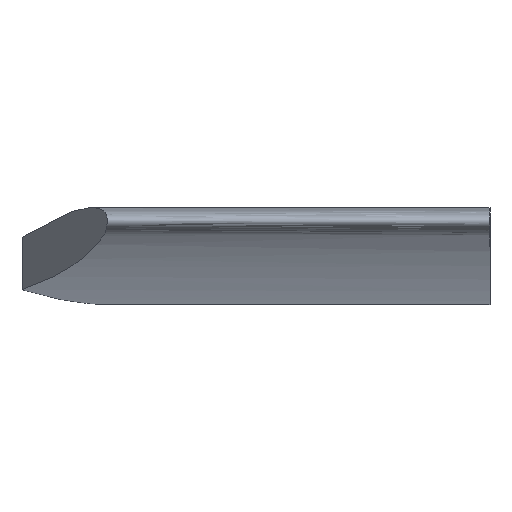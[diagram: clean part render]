
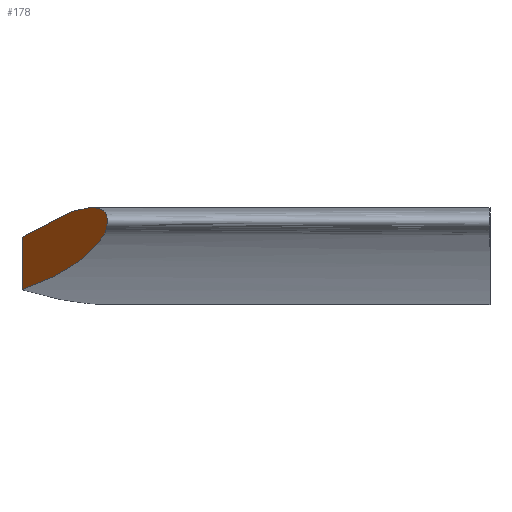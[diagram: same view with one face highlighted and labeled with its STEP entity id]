
A CAD part, left-side view. The second image highlights one B-rep face of the part: STEP entity #178.
In plain terms, the highlighted face is planar.
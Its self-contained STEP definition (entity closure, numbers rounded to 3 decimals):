
#43=FACE_OUTER_BOUND('',#55,.T.);
#55=EDGE_LOOP('',(#134,#135));
#72=B_SPLINE_CURVE_WITH_KNOTS('',3,(#330,#331,#332,#333,#334,#335,#336,
#337,#338,#339,#340,#341,#342,#343,#344,#345,#346,#347,#348,#349,#350,#351,
#352,#353,#354,#355,#356,#357,#358,#359,#360,#361,#362,#363,#364,#365,#366,
#367,#368,#369,#370,#371,#372,#373,#374,#375,#376,#377,#378,#379,#380,#381,
#382,#383,#384,#385,#386,#387,#388,#389,#390,#391,#392,#393,#394,#395,#396,
#397,#398,#399,#400,#401,#402,#403,#404,#405,#406,#407,#408,#409,#410,#411,
#412,#413,#414,#415,#416,#417,#418,#419,#420),.UNSPECIFIED.,.F.,.F.,(4,
3,3,3,3,3,3,3,3,3,3,3,3,3,3,3,3,3,3,3,3,3,3,3,3,3,3,3,3,3,4),(-6.004,
-5.964,-5.932,-5.894,-5.862,
-5.804,-5.714,-5.68,-5.656,
-5.637,-5.624,-5.43,-5.261,
-5.07,-4.934,-4.813,-4.579,
-4.459,-4.325,-3.784,-3.593,
-3.457,-3.245,-2.912,-2.184,
-1.72,-1.303,-1.056,-0.52,
-0.337,0.),.UNSPECIFIED.);
#75=LINE('',#324,#84);
#84=VECTOR('',#239,10.);
#95=VERTEX_POINT('',#318);
#96=VERTEX_POINT('',#323);
#110=EDGE_CURVE('',#96,#95,#75,.T.);
#112=EDGE_CURVE('',#96,#95,#72,.T.);
#134=ORIENTED_EDGE('',*,*,#112,.F.);
#135=ORIENTED_EDGE('',*,*,#110,.T.);
#170=PLANE('',#207);
#178=ADVANCED_FACE('',(#43),#170,.F.);
#207=AXIS2_PLACEMENT_3D('',#329,#240,#241);
#239=DIRECTION('',(0.,0.,-1.));
#240=DIRECTION('center_axis',(0.174,-0.985,0.));
#241=DIRECTION('ref_axis',(0.985,0.174,0.));
#318=CARTESIAN_POINT('',(23.75,37.5,-2.135));
#323=CARTESIAN_POINT('',(23.75,37.5,2.075));
#324=CARTESIAN_POINT('',(23.75,37.5,0.));
#329=CARTESIAN_POINT('Origin',(-15.646,30.553,0.));
#330=CARTESIAN_POINT('Ctrl Pts',(23.75,37.5,2.075));
#331=CARTESIAN_POINT('Ctrl Pts',(22.379,37.258,2.112));
#332=CARTESIAN_POINT('Ctrl Pts',(20.928,37.002,2.146));
#333=CARTESIAN_POINT('Ctrl Pts',(19.542,36.758,2.175));
#334=CARTESIAN_POINT('Ctrl Pts',(18.48,36.571,2.198));
#335=CARTESIAN_POINT('Ctrl Pts',(17.511,36.4,2.216));
#336=CARTESIAN_POINT('Ctrl Pts',(16.4,36.204,2.235));
#337=CARTESIAN_POINT('Ctrl Pts',(15.051,35.966,2.258));
#338=CARTESIAN_POINT('Ctrl Pts',(13.574,35.706,2.279));
#339=CARTESIAN_POINT('Ctrl Pts',(12.203,35.464,2.288));
#340=CARTESIAN_POINT('Ctrl Pts',(11.053,35.261,2.296));
#341=CARTESIAN_POINT('Ctrl Pts',(9.885,35.055,2.296));
#342=CARTESIAN_POINT('Ctrl Pts',(8.725,34.851,2.29));
#343=CARTESIAN_POINT('Ctrl Pts',(6.631,34.482,2.277));
#344=CARTESIAN_POINT('Ctrl Pts',(4.583,34.12,2.243));
#345=CARTESIAN_POINT('Ctrl Pts',(2.833,33.812,2.205));
#346=CARTESIAN_POINT('Ctrl Pts',(0.08,33.326,2.144));
#347=CARTESIAN_POINT('Ctrl Pts',(-1.823,32.991,2.078));
#348=CARTESIAN_POINT('Ctrl Pts',(-4.165,32.578,1.95));
#349=CARTESIAN_POINT('Ctrl Pts',(-5.044,32.423,1.903));
#350=CARTESIAN_POINT('Ctrl Pts',(-6.08,32.24,1.84));
#351=CARTESIAN_POINT('Ctrl Pts',(-7.033,32.072,1.764));
#352=CARTESIAN_POINT('Ctrl Pts',(-7.694,31.956,1.711));
#353=CARTESIAN_POINT('Ctrl Pts',(-8.393,31.832,1.641));
#354=CARTESIAN_POINT('Ctrl Pts',(-8.949,31.734,1.586));
#355=CARTESIAN_POINT('Ctrl Pts',(-9.398,31.655,1.542));
#356=CARTESIAN_POINT('Ctrl Pts',(-9.745,31.594,1.509));
#357=CARTESIAN_POINT('Ctrl Pts',(-9.866,31.573,1.497));
#358=CARTESIAN_POINT('Ctrl Pts',(-9.949,31.558,1.489));
#359=CARTESIAN_POINT('Ctrl Pts',(-10.015,31.546,1.482));
#360=CARTESIAN_POINT('Ctrl Pts',(-10.089,31.533,1.474));
#361=CARTESIAN_POINT('Ctrl Pts',(-11.168,31.343,1.357));
#362=CARTESIAN_POINT('Ctrl Pts',(-12.072,31.184,1.181));
#363=CARTESIAN_POINT('Ctrl Pts',(-12.651,31.082,1.076));
#364=CARTESIAN_POINT('Ctrl Pts',(-13.154,30.993,0.984));
#365=CARTESIAN_POINT('Ctrl Pts',(-13.349,30.958,0.955));
#366=CARTESIAN_POINT('Ctrl Pts',(-13.597,30.915,0.892));
#367=CARTESIAN_POINT('Ctrl Pts',(-13.878,30.865,0.821));
#368=CARTESIAN_POINT('Ctrl Pts',(-14.212,30.806,0.7));
#369=CARTESIAN_POINT('Ctrl Pts',(-14.491,30.757,0.544));
#370=CARTESIAN_POINT('Ctrl Pts',(-14.688,30.722,0.433));
#371=CARTESIAN_POINT('Ctrl Pts',(-14.9,30.685,0.298));
#372=CARTESIAN_POINT('Ctrl Pts',(-14.977,30.671,0.091));
#373=CARTESIAN_POINT('Ctrl Pts',(-15.046,30.659,-0.094));
#374=CARTESIAN_POINT('Ctrl Pts',(-14.918,30.682,-0.294));
#375=CARTESIAN_POINT('Ctrl Pts',(-14.762,30.709,-0.422));
#376=CARTESIAN_POINT('Ctrl Pts',(-14.46,30.762,-0.672));
#377=CARTESIAN_POINT('Ctrl Pts',(-14.014,30.841,-0.84));
#378=CARTESIAN_POINT('Ctrl Pts',(-13.647,30.906,-0.939));
#379=CARTESIAN_POINT('Ctrl Pts',(-13.459,30.939,-0.989));
#380=CARTESIAN_POINT('Ctrl Pts',(-13.269,30.972,-1.024));
#381=CARTESIAN_POINT('Ctrl Pts',(-13.015,31.017,-1.07));
#382=CARTESIAN_POINT('Ctrl Pts',(-12.732,31.067,-1.121));
#383=CARTESIAN_POINT('Ctrl Pts',(-12.45,31.117,-1.172));
#384=CARTESIAN_POINT('Ctrl Pts',(-12.215,31.158,-1.215));
#385=CARTESIAN_POINT('Ctrl Pts',(-11.266,31.326,-1.386));
#386=CARTESIAN_POINT('Ctrl Pts',(-10.783,31.411,-1.46));
#387=CARTESIAN_POINT('Ctrl Pts',(-10.051,31.54,-1.538));
#388=CARTESIAN_POINT('Ctrl Pts',(-9.792,31.586,-1.565));
#389=CARTESIAN_POINT('Ctrl Pts',(-9.569,31.625,-1.586));
#390=CARTESIAN_POINT('Ctrl Pts',(-9.246,31.682,-1.617));
#391=CARTESIAN_POINT('Ctrl Pts',(-9.017,31.722,-1.64));
#392=CARTESIAN_POINT('Ctrl Pts',(-8.801,31.76,-1.661));
#393=CARTESIAN_POINT('Ctrl Pts',(-8.609,31.794,-1.68));
#394=CARTESIAN_POINT('Ctrl Pts',(-8.308,31.847,-1.71));
#395=CARTESIAN_POINT('Ctrl Pts',(-8.025,31.897,-1.738));
#396=CARTESIAN_POINT('Ctrl Pts',(-7.782,31.94,-1.76));
#397=CARTESIAN_POINT('Ctrl Pts',(-7.401,32.007,-1.795));
#398=CARTESIAN_POINT('Ctrl Pts',(-7.013,32.076,-1.827));
#399=CARTESIAN_POINT('Ctrl Pts',(-6.544,32.158,-1.861));
#400=CARTESIAN_POINT('Ctrl Pts',(-5.518,32.339,-1.937));
#401=CARTESIAN_POINT('Ctrl Pts',(-4.194,32.573,-2.02));
#402=CARTESIAN_POINT('Ctrl Pts',(-2.156,32.932,-2.109));
#403=CARTESIAN_POINT('Ctrl Pts',(-0.858,33.161,-2.166));
#404=CARTESIAN_POINT('Ctrl Pts',(0.745,33.444,-2.218));
#405=CARTESIAN_POINT('Ctrl Pts',(2.712,33.79,-2.262));
#406=CARTESIAN_POINT('Ctrl Pts',(4.481,34.102,-2.302));
#407=CARTESIAN_POINT('Ctrl Pts',(6.488,34.456,-2.334));
#408=CARTESIAN_POINT('Ctrl Pts',(8.413,34.796,-2.348));
#409=CARTESIAN_POINT('Ctrl Pts',(9.552,34.997,-2.355));
#410=CARTESIAN_POINT('Ctrl Pts',(10.653,35.191,-2.357));
#411=CARTESIAN_POINT('Ctrl Pts',(11.803,35.393,-2.351));
#412=CARTESIAN_POINT('Ctrl Pts',(14.301,35.834,-2.337));
#413=CARTESIAN_POINT('Ctrl Pts',(16.85,36.283,-2.289));
#414=CARTESIAN_POINT('Ctrl Pts',(18.596,36.591,-2.255));
#415=CARTESIAN_POINT('Ctrl Pts',(19.192,36.696,-2.243));
#416=CARTESIAN_POINT('Ctrl Pts',(19.775,36.799,-2.231));
#417=CARTESIAN_POINT('Ctrl Pts',(20.381,36.906,-2.217));
#418=CARTESIAN_POINT('Ctrl Pts',(21.498,37.103,-2.193));
#419=CARTESIAN_POINT('Ctrl Pts',(22.643,37.305,-2.165));
#420=CARTESIAN_POINT('Ctrl Pts',(23.75,37.5,-2.135));
